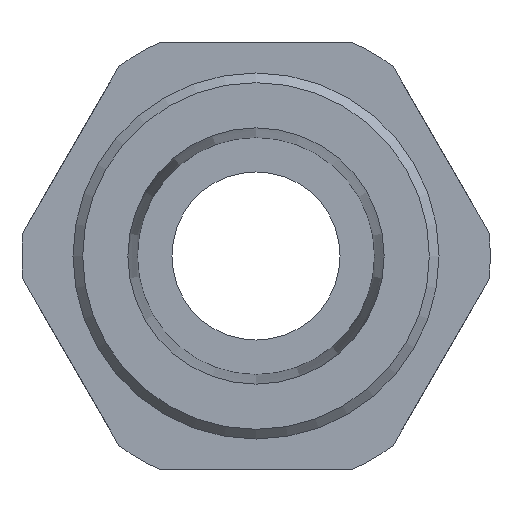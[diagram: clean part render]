
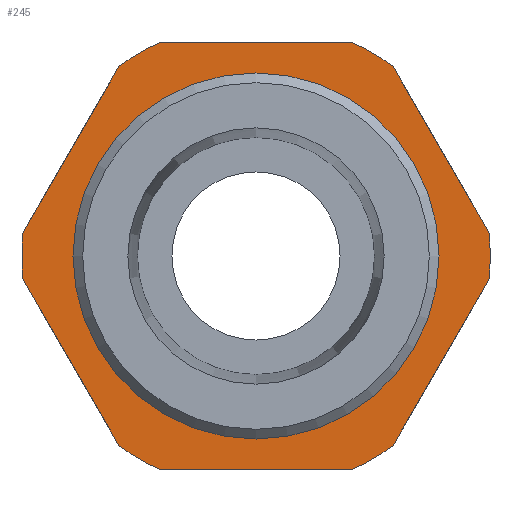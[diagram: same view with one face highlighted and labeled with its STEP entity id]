
A CAD part, left-side view. The second image highlights one B-rep face of the part: STEP entity #245.
In plain terms, the highlighted planar face has unit normal (-1, 0, 0).
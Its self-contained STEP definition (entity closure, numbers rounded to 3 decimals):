
#245 = ADVANCED_FACE( '', ( #525, #526 ), #527, .F. );
#525 = FACE_OUTER_BOUND( '', #816, .T. );
#526 = FACE_BOUND( '', #817, .T. );
#527 = PLANE( '', #818 );
#816 = EDGE_LOOP( '', ( #1390, #1391, #1392, #1393, #1394, #1395, #1396, #1397, #1398, #1399, #1400, #1401 ) );
#817 = EDGE_LOOP( '', ( #1402 ) );
#818 = AXIS2_PLACEMENT_3D( '', #1403, #1404, #1405 );
#1390 = ORIENTED_EDGE( '', *, *, #1555, .F. );
#1391 = ORIENTED_EDGE( '', *, *, #1734, .F. );
#1392 = ORIENTED_EDGE( '', *, *, #1621, .F. );
#1393 = ORIENTED_EDGE( '', *, *, #1652, .F. );
#1394 = ORIENTED_EDGE( '', *, *, #1732, .F. );
#1395 = ORIENTED_EDGE( '', *, *, #1714, .F. );
#1396 = ORIENTED_EDGE( '', *, *, #1754, .F. );
#1397 = ORIENTED_EDGE( '', *, *, #1717, .F. );
#1398 = ORIENTED_EDGE( '', *, *, #1670, .F. );
#1399 = ORIENTED_EDGE( '', *, *, #1582, .F. );
#1400 = ORIENTED_EDGE( '', *, *, #1782, .F. );
#1401 = ORIENTED_EDGE( '', *, *, #1744, .F. );
#1402 = ORIENTED_EDGE( '', *, *, #1623, .T. );
#1403 = CARTESIAN_POINT( '', ( 11., 14.15, 0. ) );
#1404 = DIRECTION( '', ( 1., 0., 0. ) );
#1405 = DIRECTION( '', ( 0., 0., -1. ) );
#1555 = EDGE_CURVE( '', #1816, #1819, #1820, .T. );
#1582 = EDGE_CURVE( '', #1866, #1861, #1868, .T. );
#1621 = EDGE_CURVE( '', #1933, #1929, #1935, .T. );
#1623 = EDGE_CURVE( '', #1937, #1937, #1938, .T. );
#1652 = EDGE_CURVE( '', #1985, #1933, #1987, .T. );
#1670 = EDGE_CURVE( '', #1861, #2013, #2014, .T. );
#1714 = EDGE_CURVE( '', #2075, #2073, #2077, .T. );
#1717 = EDGE_CURVE( '', #2013, #2079, #2081, .T. );
#1732 = EDGE_CURVE( '', #2073, #1985, #2102, .T. );
#1734 = EDGE_CURVE( '', #1929, #1816, #2104, .T. );
#1744 = EDGE_CURVE( '', #1819, #2115, #2117, .T. );
#1754 = EDGE_CURVE( '', #2079, #2075, #2131, .T. );
#1782 = EDGE_CURVE( '', #2115, #1866, #2166, .T. );
#1816 = VERTEX_POINT( '', #2201 );
#1819 = VERTEX_POINT( '', #2205 );
#1820 = CIRCLE( '', #2206, 18.1 );
#1861 = VERTEX_POINT( '', #2258 );
#1866 = VERTEX_POINT( '', #2271 );
#1868 = LINE( '', #2274, #2275 );
#1929 = VERTEX_POINT( '', #2350 );
#1933 = VERTEX_POINT( '', #2355 );
#1935 = CIRCLE( '', #2358, 18.1 );
#1937 = VERTEX_POINT( '', #2360 );
#1938 = CIRCLE( '', #2361, 14.15 );
#1985 = VERTEX_POINT( '', #2525 );
#1987 = LINE( '', #2528, #2529 );
#2013 = VERTEX_POINT( '', #2564 );
#2014 = CIRCLE( '', #2565, 18.1 );
#2073 = VERTEX_POINT( '', #2641 );
#2075 = VERTEX_POINT( '', #2644 );
#2077 = LINE( '', #2647, #2648 );
#2079 = VERTEX_POINT( '', #2650 );
#2081 = LINE( '', #2653, #2654 );
#2102 = CIRCLE( '', #2678, 18.1 );
#2104 = LINE( '', #2680, #2681 );
#2115 = VERTEX_POINT( '', #2693 );
#2117 = LINE( '', #2696, #2697 );
#2131 = CIRCLE( '', #2717, 18.1 );
#2166 = CIRCLE( '', #2755, 18.1 );
#2201 = CARTESIAN_POINT( '', ( 11., 18.01, -1.806 ) );
#2205 = CARTESIAN_POINT( '', ( 11., 18.01, 1.806 ) );
#2206 = AXIS2_PLACEMENT_3D( '', #2800, #2801, #2802 );
#2258 = CARTESIAN_POINT( '', ( 11., -7.44, 16.5 ) );
#2271 = CARTESIAN_POINT( '', ( 11., 7.44, 16.5 ) );
#2274 = CARTESIAN_POINT( '', ( 11., 9.526, 16.5 ) );
#2275 = VECTOR( '', #2837, 1000. );
#2350 = CARTESIAN_POINT( '', ( 11., 10.569, -14.694 ) );
#2355 = CARTESIAN_POINT( '', ( 11., 7.44, -16.5 ) );
#2358 = AXIS2_PLACEMENT_3D( '', #2893, #2894, #2895 );
#2360 = CARTESIAN_POINT( '', ( 11., 0., -14.15 ) );
#2361 = AXIS2_PLACEMENT_3D( '', #2896, #2897, #2898 );
#2525 = CARTESIAN_POINT( '', ( 11., -7.44, -16.5 ) );
#2528 = CARTESIAN_POINT( '', ( 11., -9.526, -16.5 ) );
#2529 = VECTOR( '', #2936, 1000. );
#2564 = CARTESIAN_POINT( '', ( 11., -10.569, 14.694 ) );
#2565 = AXIS2_PLACEMENT_3D( '', #2955, #2956, #2957 );
#2641 = CARTESIAN_POINT( '', ( 11., -10.569, -14.694 ) );
#2644 = CARTESIAN_POINT( '', ( 11., -18.01, -1.806 ) );
#2647 = CARTESIAN_POINT( '', ( 11., -19.053, 0. ) );
#2648 = VECTOR( '', #3007, 1000. );
#2650 = CARTESIAN_POINT( '', ( 11., -18.01, 1.806 ) );
#2653 = CARTESIAN_POINT( '', ( 11., -9.526, 16.5 ) );
#2654 = VECTOR( '', #3009, 1000. );
#2678 = AXIS2_PLACEMENT_3D( '', #3028, #3029, #3030 );
#2680 = CARTESIAN_POINT( '', ( 11., 9.526, -16.5 ) );
#2681 = VECTOR( '', #3031, 1000. );
#2693 = CARTESIAN_POINT( '', ( 11., 10.569, 14.694 ) );
#2696 = CARTESIAN_POINT( '', ( 11., 19.053, 0. ) );
#2697 = VECTOR( '', #3046, 1000. );
#2717 = AXIS2_PLACEMENT_3D( '', #3053, #3054, #3055 );
#2755 = AXIS2_PLACEMENT_3D( '', #3086, #3087, #3088 );
#2800 = CARTESIAN_POINT( '', ( 11., 0., 0. ) );
#2801 = DIRECTION( '', ( 1., 0., 0. ) );
#2802 = DIRECTION( '', ( 0., 0., -1. ) );
#2837 = DIRECTION( '', ( 0., -1., 0. ) );
#2893 = CARTESIAN_POINT( '', ( 11., 0., 0. ) );
#2894 = DIRECTION( '', ( 1., 0., 0. ) );
#2895 = DIRECTION( '', ( 0., 0., -1. ) );
#2896 = CARTESIAN_POINT( '', ( 11., 0., 0. ) );
#2897 = DIRECTION( '', ( 1., 0., 0. ) );
#2898 = DIRECTION( '', ( 0., 0., -1. ) );
#2936 = DIRECTION( '', ( 0., 1., 0. ) );
#2955 = CARTESIAN_POINT( '', ( 11., 0., 0. ) );
#2956 = DIRECTION( '', ( 1., 0., 0. ) );
#2957 = DIRECTION( '', ( 0., 0., -1. ) );
#3007 = DIRECTION( '', ( 0., 0.5, -0.866 ) );
#3009 = DIRECTION( '', ( 0., -0.5, -0.866 ) );
#3028 = CARTESIAN_POINT( '', ( 11., 0., 0. ) );
#3029 = DIRECTION( '', ( 1., 0., 0. ) );
#3030 = DIRECTION( '', ( 0., 0., -1. ) );
#3031 = DIRECTION( '', ( 0., 0.5, 0.866 ) );
#3046 = DIRECTION( '', ( 0., -0.5, 0.866 ) );
#3053 = CARTESIAN_POINT( '', ( 11., 0., 0. ) );
#3054 = DIRECTION( '', ( 1., 0., 0. ) );
#3055 = DIRECTION( '', ( 0., 0., -1. ) );
#3086 = CARTESIAN_POINT( '', ( 11., 0., 0. ) );
#3087 = DIRECTION( '', ( 1., 0., 0. ) );
#3088 = DIRECTION( '', ( 0., 0., -1. ) );
